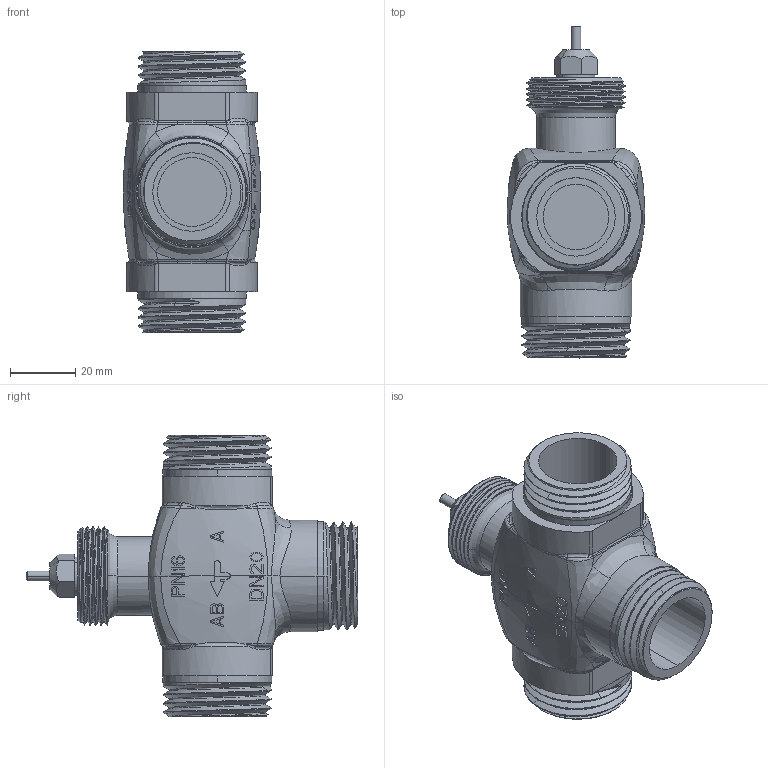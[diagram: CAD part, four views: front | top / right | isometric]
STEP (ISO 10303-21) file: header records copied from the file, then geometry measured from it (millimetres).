
FILE_DESCRIPTION((''),'2;1');
FILE_NAME('065F020_ASM','2024-07-31T13:16:34',('U386487'),('Danfoss'),'CREO PARAMETRIC BY PTC INC, 2022124','CREO PARAMETRIC BY PTC INC, 2022124','');
FILE_SCHEMA(('CONFIG_CONTROL_DESIGN'));
Products named in the file (8): 89034420; D3-STUFFINGBOXHOUSE_AF0; D3-OR_AF0; D3-GREASEBOX_AF0; D3-SPRINGRINGEXTERNAL_AF0; SPINDL_FI3; 065F0201_OLD_ASM; 065F020_ASM
Assembly tree (7 placements, depth 3):
  065F020_ASM
    89034420
    065F0201_OLD_ASM
      D3-STUFFINGBOXHOUSE_AF0
      D3-OR_AF0
      D3-GREASEBOX_AF0
      D3-SPRINGRINGEXTERNAL_AF0
      SPINDL_FI3
Bounding box: 42.06 x 101.4 x 86 mm (x, y, z)
Volume: 102516.9 mm3; surface area: 29005.5 mm2
Topology: 6 solids, 6 shells, 883 faces, 2326 edges, 1506 vertices
Faces by surface type: plane 566, bspline 151, cylinder 129, cone 20, torus 10, sphere 4, extrusion 3
Entity records: 41482 total; most frequent: CARTESIAN_POINT 22408, ORIENTED_EDGE 4644, DIRECTION 2789, EDGE_CURVE 2322, VERTEX_POINT 1506, B_SPLINE_CURVE_WITH_KNOTS 1323, AXIS2_PLACEMENT_3D 1035, EDGE_LOOP 944
